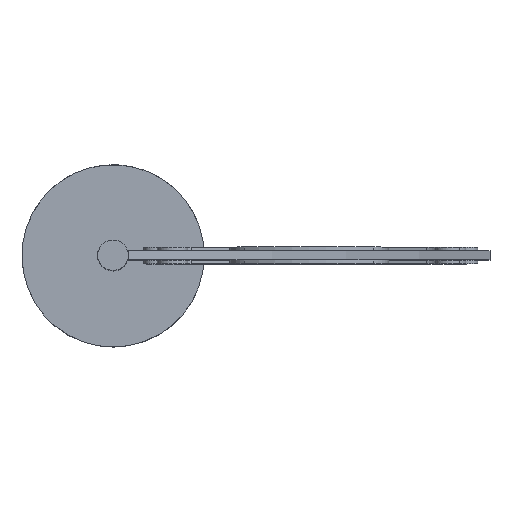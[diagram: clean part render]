
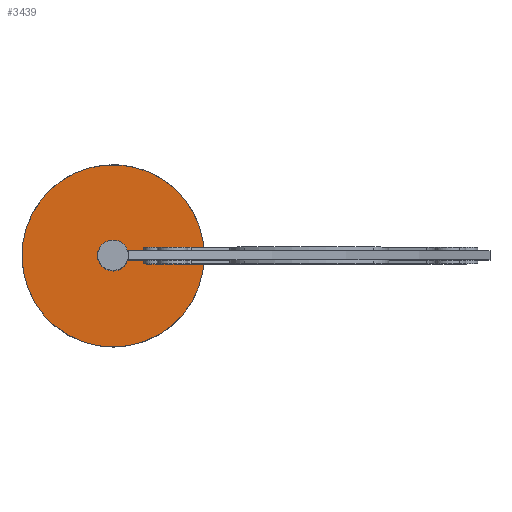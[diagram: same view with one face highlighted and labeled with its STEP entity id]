
A CAD part, top view. The second image highlights one B-rep face of the part: STEP entity #3439.
In plain terms, the highlighted planar face has unit normal (0, 0, 1).
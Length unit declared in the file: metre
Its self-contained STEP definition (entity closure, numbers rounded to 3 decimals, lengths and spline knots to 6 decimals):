
#125=CIRCLE('',#3697,0.001);
#126=CIRCLE('',#3698,0.001);
#127=CIRCLE('',#3699,0.006);
#338=ORIENTED_EDGE('',*,*,#1402,.F.);
#339=ORIENTED_EDGE('',*,*,#1403,.F.);
#340=ORIENTED_EDGE('',*,*,#1404,.T.);
#341=ORIENTED_EDGE('',*,*,#1405,.F.);
#342=ORIENTED_EDGE('',*,*,#1406,.F.);
#343=ORIENTED_EDGE('',*,*,#1407,.T.);
#344=ORIENTED_EDGE('',*,*,#1408,.T.);
#345=ORIENTED_EDGE('',*,*,#1409,.F.);
#346=ORIENTED_EDGE('',*,*,#1410,.F.);
#347=ORIENTED_EDGE('',*,*,#1411,.T.);
#348=ORIENTED_EDGE('',*,*,#1412,.F.);
#1402=EDGE_CURVE('',#1934,#1935,#2289,.F.);
#1403=EDGE_CURVE('',#1936,#1934,#2290,.T.);
#1404=EDGE_CURVE('',#1936,#1937,#2291,.F.);
#1405=EDGE_CURVE('',#1938,#1937,#2292,.T.);
#1406=EDGE_CURVE('',#1939,#1938,#125,.T.);
#1407=EDGE_CURVE('',#1939,#1940,#2293,.T.);
#1408=EDGE_CURVE('',#1940,#1941,#2294,.T.);
#1409=EDGE_CURVE('',#1942,#1941,#2295,.T.);
#1410=EDGE_CURVE('',#1943,#1942,#126,.T.);
#1411=EDGE_CURVE('',#1943,#1935,#2296,.T.);
#1412=EDGE_CURVE('',#1944,#1944,#127,.T.);
#1934=VERTEX_POINT('',#5244);
#1935=VERTEX_POINT('',#5245);
#1936=VERTEX_POINT('',#5247);
#1937=VERTEX_POINT('',#5249);
#1938=VERTEX_POINT('',#5251);
#1939=VERTEX_POINT('',#5253);
#1940=VERTEX_POINT('',#5255);
#1941=VERTEX_POINT('',#5257);
#1942=VERTEX_POINT('',#5259);
#1943=VERTEX_POINT('',#5261);
#1944=VERTEX_POINT('',#5264);
#2289=LINE('',#5243,#2608);
#2290=LINE('',#5246,#2609);
#2291=LINE('',#5248,#2610);
#2292=LINE('',#5250,#2611);
#2293=LINE('',#5254,#2612);
#2294=LINE('',#5256,#2613);
#2295=LINE('',#5258,#2614);
#2296=LINE('',#5262,#2615);
#2608=VECTOR('',#4108,1.);
#2609=VECTOR('',#4109,1.);
#2610=VECTOR('',#4110,1.);
#2611=VECTOR('',#4111,1.);
#2612=VECTOR('',#4114,1.);
#2613=VECTOR('',#4115,1.);
#2614=VECTOR('',#4116,1.);
#2615=VECTOR('',#4119,1.);
#2927=EDGE_LOOP('',(#338,#339,#340,#341,#342,#343,#344,#345,#346,#347));
#2928=EDGE_LOOP('',(#348));
#3138=FACE_BOUND('',#2927,.T.);
#3139=FACE_BOUND('',#2928,.T.);
#3349=PLANE('',#3696);
#3439=ADVANCED_FACE('',(#3138,#3139),#3349,.T.);
#3696=AXIS2_PLACEMENT_3D('',#5242,#4106,#4107);
#3697=AXIS2_PLACEMENT_3D('',#5252,#4112,#4113);
#3698=AXIS2_PLACEMENT_3D('',#5260,#4117,#4118);
#3699=AXIS2_PLACEMENT_3D('',#5263,#4120,#4121);
#4106=DIRECTION('',(0.,0.,1.));
#4107=DIRECTION('',(1.,0.,0.));
#4108=DIRECTION('',(1.,0.,0.));
#4109=DIRECTION('',(0.,1.,0.));
#4110=DIRECTION('',(1.,0.,0.));
#4111=DIRECTION('',(0.,-1.,0.));
#4112=DIRECTION('',(0.,0.,1.));
#4113=DIRECTION('',(1.,0.,0.));
#4114=DIRECTION('',(-1.,0.,0.));
#4115=DIRECTION('',(0.,1.,0.));
#4116=DIRECTION('',(-1.,0.,0.));
#4117=DIRECTION('',(0.,0.,1.));
#4118=DIRECTION('',(1.,0.,0.));
#4119=DIRECTION('',(0.,1.,0.));
#4120=DIRECTION('',(0.,0.,-1.));
#4121=DIRECTION('',(1.,0.,0.));
#5242=CARTESIAN_POINT('',(-0.017841,0.,0.133631));
#5243=CARTESIAN_POINT('',(-0.008431,0.0003,0.133631));
#5244=CARTESIAN_POINT('',(-0.016841,0.0003,0.133631));
#5245=CARTESIAN_POINT('',(-0.016873,0.0003,0.133631));
#5246=CARTESIAN_POINT('',(-0.016841,-0.00025,0.133631));
#5247=CARTESIAN_POINT('',(-0.016841,-0.0003,0.133631));
#5248=CARTESIAN_POINT('',(-0.008431,-0.0003,0.133631));
#5249=CARTESIAN_POINT('',(-0.016873,-0.0003,0.133631));
#5250=CARTESIAN_POINT('',(-0.016873,-0.00025,0.133631));
#5251=CARTESIAN_POINT('',(-0.016873,-0.00025,0.133631));
#5252=CARTESIAN_POINT('',(-0.017841,0.,0.133631));
#5253=CARTESIAN_POINT('',(-0.018809,-0.00025,0.133631));
#5254=CARTESIAN_POINT('',(-0.017841,-0.00025,0.133631));
#5255=CARTESIAN_POINT('',(-0.018841,-0.00025,0.133631));
#5256=CARTESIAN_POINT('',(-0.018841,-0.00025,0.133631));
#5257=CARTESIAN_POINT('',(-0.018841,0.00025,0.133631));
#5258=CARTESIAN_POINT('',(-0.017841,0.00025,0.133631));
#5259=CARTESIAN_POINT('',(-0.018809,0.00025,0.133631));
#5260=CARTESIAN_POINT('',(-0.017841,0.,0.133631));
#5261=CARTESIAN_POINT('',(-0.016873,0.00025,0.133631));
#5262=CARTESIAN_POINT('',(-0.016873,0.00025,0.133631));
#5263=CARTESIAN_POINT('',(-0.017841,0.,0.133631));
#5264=CARTESIAN_POINT('',(-0.011841,0.,0.133631));
